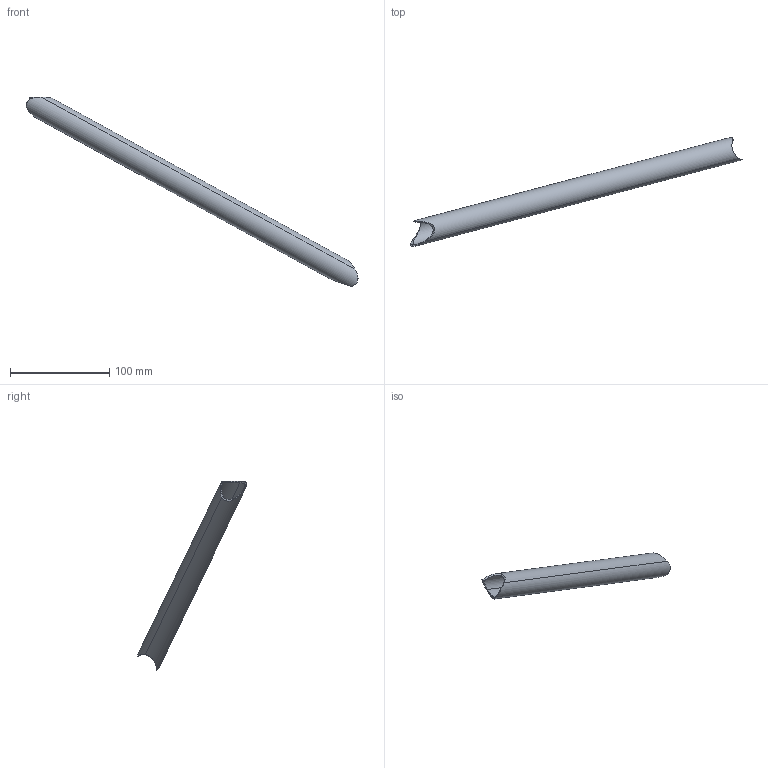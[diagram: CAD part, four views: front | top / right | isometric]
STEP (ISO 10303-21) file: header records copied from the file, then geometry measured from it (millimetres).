
FILE_DESCRIPTION(('STEP AP214'),'1');
FILE_NAME('8.stp','2018-12-06T12:32:01',(' '),(' '),'Spatial InterOp 3D',' ',' ');
FILE_SCHEMA(('automotive_design'));
Length unit declared in the file: metre
Products named in the file (1): Corps1
Bounding box: 334.27 x 110.37 x 191 mm (x, y, z)
Volume: 40014.6 mm3; surface area: 53776.1 mm2
Topology: 1 solids, 1 shells, 14 faces, 43 edges, 29 vertices
Faces by surface type: cylinder 14
Entity records: 1039 total; most frequent: CARTESIAN_POINT 537, ORIENTED_EDGE 86, DIRECTION 67, EDGE_CURVE 43, AXIS2_PLACEMENT_3D 30, VERTEX_POINT 29, B_SPLINE_CURVE_WITH_KNOTS 21, STYLED_ITEM 15
